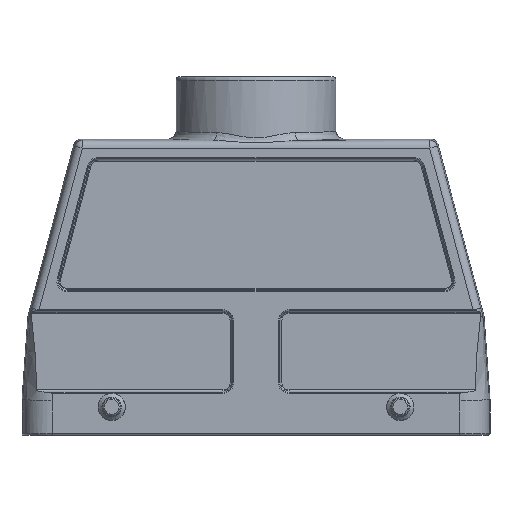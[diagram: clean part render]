
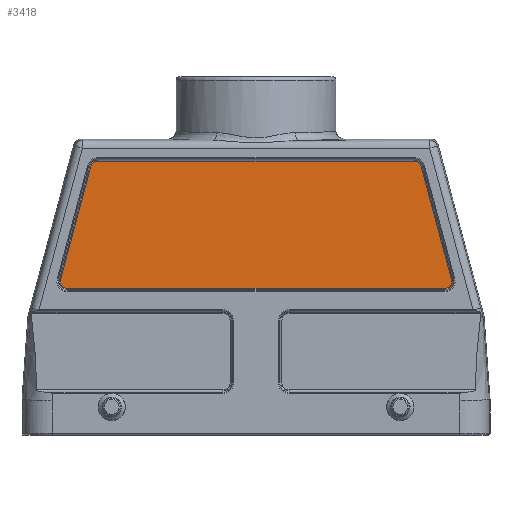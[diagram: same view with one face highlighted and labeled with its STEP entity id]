
A CAD part, front view. The second image highlights one B-rep face of the part: STEP entity #3418.
In plain terms, the highlighted planar face has unit normal (0, -1, 0).
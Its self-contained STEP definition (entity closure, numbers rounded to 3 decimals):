
#3000=PLANE('',#13988);
#3418=ADVANCED_FACE('',(#4005),#3000,.T.);
#4005=FACE_OUTER_BOUND('',#4434,.T.);
#4434=EDGE_LOOP('',(#5545,#5546,#5547,#5548,#5549,#5550,#5551,#5552));
#4948=CIRCLE('',#13984,1.853);
#4949=CIRCLE('',#13985,1.853);
#4950=CIRCLE('',#13986,1.853);
#4951=CIRCLE('',#13987,1.853);
#5545=ORIENTED_EDGE('',*,*,#8256,.T.);
#5546=ORIENTED_EDGE('',*,*,#8257,.T.);
#5547=ORIENTED_EDGE('',*,*,#8258,.T.);
#5548=ORIENTED_EDGE('',*,*,#8259,.T.);
#5549=ORIENTED_EDGE('',*,*,#8260,.T.);
#5550=ORIENTED_EDGE('',*,*,#8261,.T.);
#5551=ORIENTED_EDGE('',*,*,#8262,.T.);
#5552=ORIENTED_EDGE('',*,*,#8263,.T.);
#7578=VERTEX_POINT('',#19833);
#7579=VERTEX_POINT('',#19834);
#7580=VERTEX_POINT('',#19836);
#7581=VERTEX_POINT('',#19838);
#7582=VERTEX_POINT('',#19840);
#7583=VERTEX_POINT('',#19842);
#7584=VERTEX_POINT('',#19844);
#7585=VERTEX_POINT('',#19846);
#8256=EDGE_CURVE('',#7578,#7579,#11175,.T.);
#8257=EDGE_CURVE('',#7579,#7580,#4948,.T.);
#8258=EDGE_CURVE('',#7580,#7581,#11176,.T.);
#8259=EDGE_CURVE('',#7581,#7582,#4949,.T.);
#8260=EDGE_CURVE('',#7582,#7583,#11177,.T.);
#8261=EDGE_CURVE('',#7583,#7584,#4950,.T.);
#8262=EDGE_CURVE('',#7584,#7585,#11178,.T.);
#8263=EDGE_CURVE('',#7585,#7578,#4951,.T.);
#11175=LINE('',#19832,#11854);
#11176=LINE('',#19837,#11855);
#11177=LINE('',#19841,#11856);
#11178=LINE('',#19845,#11857);
#11854=VECTOR('',#15238,1.);
#11855=VECTOR('',#15241,1.);
#11856=VECTOR('',#15244,1.);
#11857=VECTOR('',#15247,1.);
#13984=AXIS2_PLACEMENT_3D('',#19835,#15239,#15240);
#13985=AXIS2_PLACEMENT_3D('',#19839,#15242,#15243);
#13986=AXIS2_PLACEMENT_3D('',#19843,#15245,#15246);
#13987=AXIS2_PLACEMENT_3D('',#19847,#15248,#15249);
#13988=AXIS2_PLACEMENT_3D('',#19848,#15250,#15251);
#15238=DIRECTION('',(1.,0.,0.));
#15239=DIRECTION('',(0.,-1.,0.));
#15240=DIRECTION('',(0.,0.,-1.));
#15241=DIRECTION('',(-0.259,0.,0.966));
#15242=DIRECTION('',(0.,-1.,0.));
#15243=DIRECTION('',(0.,0.,-1.));
#15244=DIRECTION('',(-1.,0.,0.));
#15245=DIRECTION('',(0.,-1.,0.));
#15246=DIRECTION('',(0.,0.,-1.));
#15247=DIRECTION('',(-0.259,0.,-0.966));
#15248=DIRECTION('',(0.,-1.,0.));
#15249=DIRECTION('',(0.,0.,-1.));
#15250=DIRECTION('',(0.,-1.,0.));
#15251=DIRECTION('',(0.,0.,-1.));
#19832=CARTESIAN_POINT('',(0.,-20.3,28.497));
#19833=CARTESIAN_POINT('',(-48.324,-20.3,28.497));
#19834=CARTESIAN_POINT('',(48.324,-20.3,28.497));
#19835=CARTESIAN_POINT('',(48.324,-20.3,30.35));
#19836=CARTESIAN_POINT('',(50.114,-20.3,30.83));
#19837=CARTESIAN_POINT('',(54.464,-20.3,14.594));
#19838=CARTESIAN_POINT('',(42.343,-20.3,59.83));
#19839=CARTESIAN_POINT('',(40.553,-20.3,59.35));
#19840=CARTESIAN_POINT('',(40.553,-20.3,61.203));
#19841=CARTESIAN_POINT('',(0.,-20.3,61.203));
#19842=CARTESIAN_POINT('',(-40.553,-20.3,61.203));
#19843=CARTESIAN_POINT('',(-40.553,-20.3,59.35));
#19844=CARTESIAN_POINT('',(-42.343,-20.3,59.83));
#19845=CARTESIAN_POINT('',(-54.464,-20.3,14.594));
#19846=CARTESIAN_POINT('',(-50.114,-20.3,30.83));
#19847=CARTESIAN_POINT('',(-48.324,-20.3,30.35));
#19848=CARTESIAN_POINT('',(0.,-20.3,0.));
